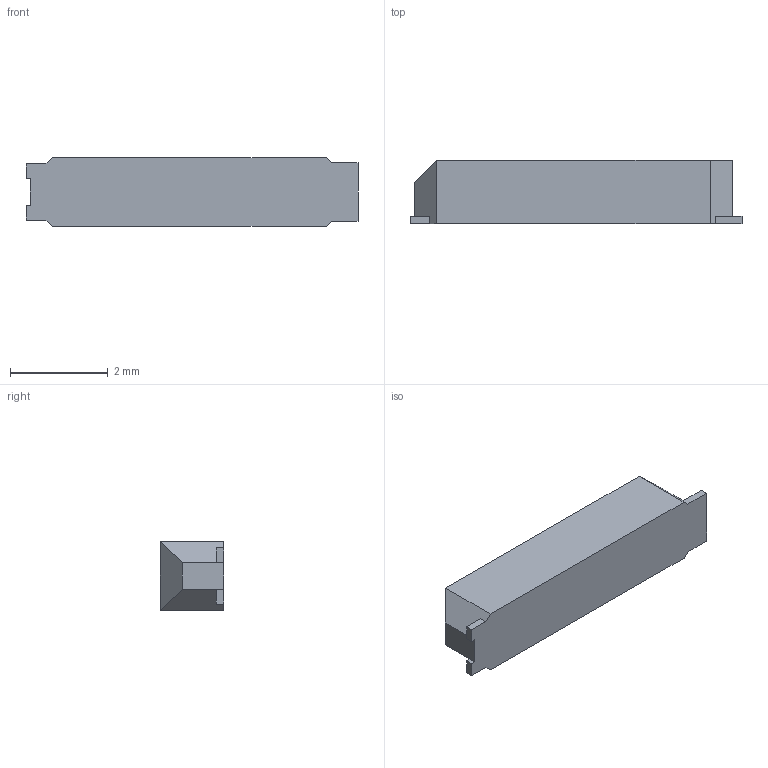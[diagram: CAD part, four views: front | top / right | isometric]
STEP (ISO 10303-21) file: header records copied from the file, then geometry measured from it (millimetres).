
FILE_DESCRIPTION (( 'STEP AP214' ), '1' );
FILE_NAME ('9HT7.STEP', '2015-11-14T19:41:57', ( '' ), ( '' ), 'SwSTEP 2.0', 'SolidWorks 2014', '' );
FILE_SCHEMA (( 'AUTOMOTIVE_DESIGN' ));
Length unit declared in the file: millimetre
Products named in the file (1): 9HT7
Bounding box: 6.79 x 1.3 x 1.4 mm (x, y, z)
Volume: 11.3 mm3; surface area: 37.5 mm2
Topology: 1 solids, 1 shells, 23 faces, 59 edges, 38 vertices
Faces by surface type: plane 23
Entity records: 847 total; most frequent: CARTESIAN_POINT 121, ORIENTED_EDGE 118, DIRECTION 107, VECTOR 59, LINE 59, EDGE_CURVE 59, VERTEX_POINT 38, AXIS2_PLACEMENT_3D 24
